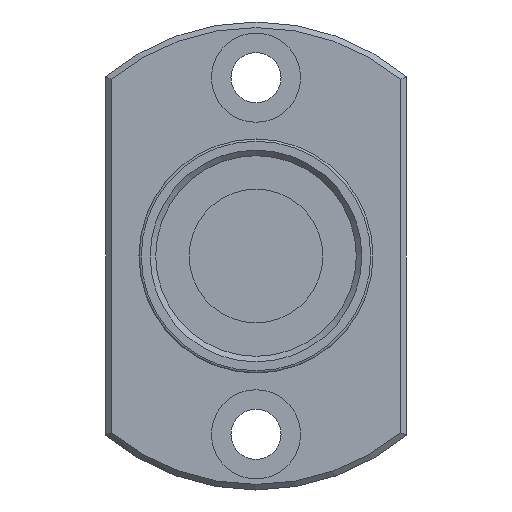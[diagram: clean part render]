
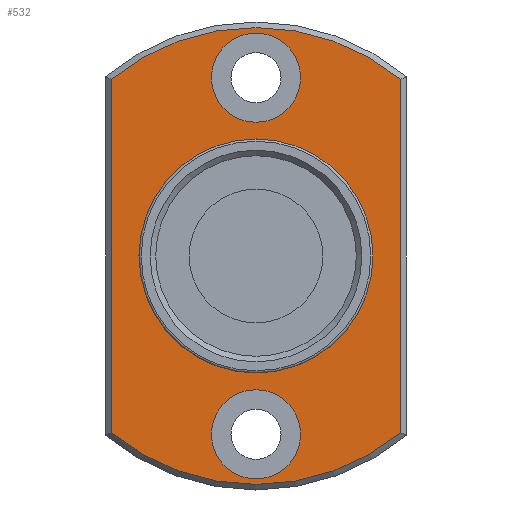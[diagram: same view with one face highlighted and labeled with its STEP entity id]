
A CAD part, front view. The second image highlights one B-rep face of the part: STEP entity #532.
In plain terms, the highlighted planar face has unit normal (0, -1, 0).
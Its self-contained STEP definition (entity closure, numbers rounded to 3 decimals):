
#101=CARTESIAN_POINT('',(4.,-15.,-16.0));
#102=VERTEX_POINT('',#101);
#103=CARTESIAN_POINT('',(0.,-15.,-16.0));
#104=DIRECTION('',(0.0,1.0,0.0));
#105=DIRECTION('',(1.0,0.0,0.0));
#106=AXIS2_PLACEMENT_3D('',#103,#104,#105);
#107=CIRCLE('',#106,4.0);
#108=EDGE_CURVE('',#102,#102,#107,.T.);
#169=CARTESIAN_POINT('',(4.,-15.,16.0));
#170=VERTEX_POINT('',#169);
#171=CARTESIAN_POINT('',(0.,-15.,16.0));
#172=DIRECTION('',(0.0,1.0,0.0));
#173=DIRECTION('',(1.0,0.0,0.0));
#174=AXIS2_PLACEMENT_3D('',#171,#172,#173);
#175=CIRCLE('',#174,4.0);
#176=EDGE_CURVE('',#170,#170,#175,.T.);
#313=CARTESIAN_POINT('',(-13.0,-15.,-15.851));
#314=VERTEX_POINT('',#313);
#321=CARTESIAN_POINT('',(-13.,-15.,15.851));
#322=VERTEX_POINT('',#321);
#323=CARTESIAN_POINT('',(-13.,-15.,-15.851));
#324=DIRECTION('',(0.0,0.0,1.0));
#325=VECTOR('',#324,31.702);
#326=LINE('',#323,#325);
#327=EDGE_CURVE('',#314,#322,#326,.T.);
#345=CARTESIAN_POINT('',(13.,-15.,15.851));
#346=VERTEX_POINT('',#345);
#347=CARTESIAN_POINT('',(0.0,-15.,0.0));
#348=DIRECTION('',(0.0,-1.0,0.0));
#349=DIRECTION('',(1.0,0.0,0.0));
#350=AXIS2_PLACEMENT_3D('',#347,#348,#349);
#351=CIRCLE('',#350,20.5);
#352=EDGE_CURVE('',#346,#322,#351,.T.);
#378=CARTESIAN_POINT('',(13.0,-15.,-15.851));
#379=VERTEX_POINT('',#378);
#380=CARTESIAN_POINT('',(13.,-15.,15.851));
#381=DIRECTION('',(0.0,0.0,-1.0));
#382=VECTOR('',#381,31.702);
#383=LINE('',#380,#382);
#384=EDGE_CURVE('',#346,#379,#383,.T.);
#494=CARTESIAN_POINT('',(0.0,-15.,0.0));
#495=DIRECTION('',(0.0,-1.0,0.0));
#496=DIRECTION('',(1.0,0.0,0.0));
#497=AXIS2_PLACEMENT_3D('',#494,#495,#496);
#498=CIRCLE('',#497,20.5);
#499=EDGE_CURVE('',#314,#379,#498,.T.);
#504=CARTESIAN_POINT('',(15.5,-15.,0.0));
#505=DIRECTION('',(0.0,-1.0,0.0));
#506=DIRECTION('',(0.0,0.0,-1.0));
#507=AXIS2_PLACEMENT_3D('',#504,#505,#506);
#508=PLANE('',#507);
#509=ORIENTED_EDGE('',*,*,#327,.F.);
#510=ORIENTED_EDGE('',*,*,#499,.T.);
#511=ORIENTED_EDGE('',*,*,#384,.F.);
#512=ORIENTED_EDGE('',*,*,#352,.T.);
#513=EDGE_LOOP('',(#509,#510,#511,#512));
#514=FACE_OUTER_BOUND('',#513,.T.);
#515=ORIENTED_EDGE('',*,*,#108,.T.);
#516=EDGE_LOOP('',(#515));
#517=FACE_BOUND('',#516,.T.);
#518=ORIENTED_EDGE('',*,*,#176,.T.);
#519=EDGE_LOOP('',(#518));
#520=FACE_BOUND('',#519,.T.);
#521=CARTESIAN_POINT('',(10.5,-15.,0.0));
#522=VERTEX_POINT('',#521);
#523=CARTESIAN_POINT('',(0.0,-15.,0.0));
#524=DIRECTION('',(0.0,-1.0,0.0));
#525=DIRECTION('',(1.0,0.0,0.0));
#526=AXIS2_PLACEMENT_3D('',#523,#524,#525);
#527=CIRCLE('',#526,10.5);
#528=EDGE_CURVE('',#522,#522,#527,.T.);
#529=ORIENTED_EDGE('',*,*,#528,.F.);
#530=EDGE_LOOP('',(#529));
#531=FACE_BOUND('',#530,.T.);
#532=ADVANCED_FACE('',(#514,#517,#520,#531),#508,.T.);
